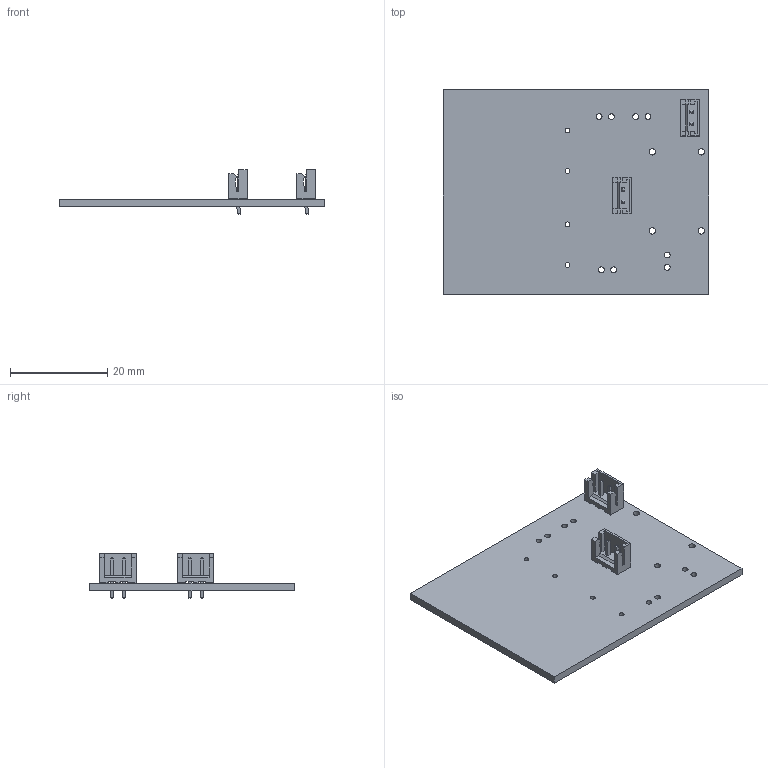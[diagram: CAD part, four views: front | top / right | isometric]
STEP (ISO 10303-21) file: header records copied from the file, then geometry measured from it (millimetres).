
FILE_DESCRIPTION(('KiCad electronic assembly'),'2;1');
FILE_NAME('batteryPCBa.step','2024-11-11T12:45:03',('Pcbnew'),('Kicad'), 'Open CASCADE STEP processor 7.8','KiCad to STEP converter','Unknown' );
FILE_SCHEMA(('AUTOMOTIVE_DESIGN { 1 0 10303 214 1 1 1 1 }'));
Length unit declared in the file: millimetre
Products named in the file (4): batteryPCBa 1; JST_EH_B2B-EH-A_1x02_P2.50mm_Vertical; JST_B2B_EH_A; batteryPCBa_PCB
Assembly tree (4 placements, depth 3):
  batteryPCBa 1
    JST_EH_B2B-EH-A_1x02_P2.50mm_Vertical  x2
      JST_B2B_EH_A
    batteryPCBa_PCB
Bounding box: 54.5 x 42 x 9.2 mm (x, y, z)
Volume: 3784.9 mm3; surface area: 5499.7 mm2
Topology: 3 solids, 3 shells, 190 faces, 512 edges, 336 vertices
Faces by surface type: plane 170, cylinder 20
Full cylindrical faces by diameter (mm): 1 x8, 1.2 x8, 1.3 x4
Entity records: 4088 total; most frequent: CARTESIAN_POINT 597, ORIENTED_EDGE 584, DIRECTION 558, EDGE_CURVE 292, LINE 252, VECTOR 252, VERTEX_POINT 192, AXIS2_PLACEMENT_3D 153
